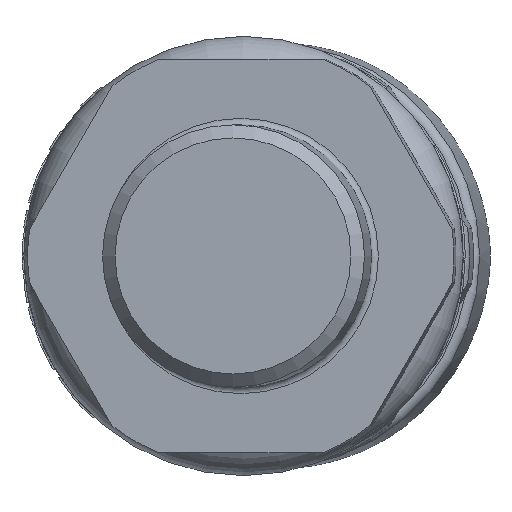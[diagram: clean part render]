
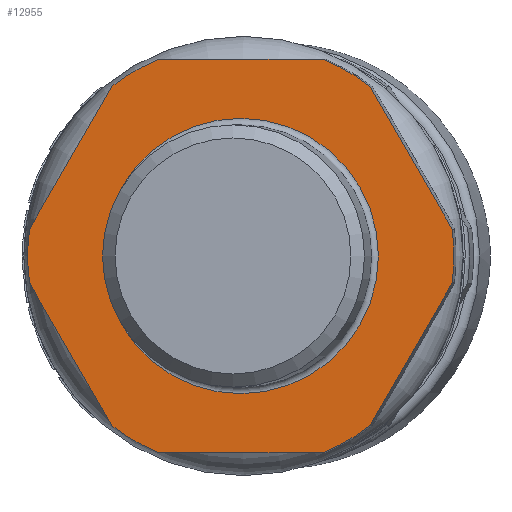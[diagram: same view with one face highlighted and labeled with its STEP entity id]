
A CAD part, left-side view. The second image highlights one B-rep face of the part: STEP entity #12955.
In plain terms, the highlighted planar face has unit normal (-0.999, 0.04, 0).
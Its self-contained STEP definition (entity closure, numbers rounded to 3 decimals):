
#749=LINE('',#25649,#1247);
#752=LINE('',#25657,#1250);
#755=LINE('',#25665,#1253);
#758=LINE('',#25674,#1256);
#760=LINE('',#25678,#1258);
#763=LINE('',#25683,#1261);
#1247=VECTOR('',#17860,10.);
#1250=VECTOR('',#17869,10.);
#1253=VECTOR('',#17878,10.);
#1256=VECTOR('',#17887,10.);
#1258=VECTOR('',#17891,10.);
#1261=VECTOR('',#17896,10.);
#2035=FACE_BOUND('',#3652,.T.);
#2875=FACE_OUTER_BOUND('',#3651,.T.);
#3651=EDGE_LOOP('',(#10958,#10959,#10960,#10961,#10962,#10963,#10964,#10965,
#10966,#10967,#10968,#10969));
#3652=EDGE_LOOP('',(#10970));
#4376=CIRCLE('',#14459,16.265);
#4377=CIRCLE('',#14462,16.265);
#4378=CIRCLE('',#14465,16.265);
#4379=CIRCLE('',#14468,16.265);
#4380=CIRCLE('',#14473,16.265);
#4381=CIRCLE('',#14475,16.265);
#4382=CIRCLE('',#14476,10.5);
#5566=VERTEX_POINT('',#25641);
#5567=VERTEX_POINT('',#25643);
#5568=VERTEX_POINT('',#25647);
#5569=VERTEX_POINT('',#25651);
#5570=VERTEX_POINT('',#25655);
#5571=VERTEX_POINT('',#25659);
#5572=VERTEX_POINT('',#25663);
#5573=VERTEX_POINT('',#25667);
#5574=VERTEX_POINT('',#25671);
#5575=VERTEX_POINT('',#25673);
#5576=VERTEX_POINT('',#25677);
#5577=VERTEX_POINT('',#25681);
#5578=VERTEX_POINT('',#25688);
#7382=EDGE_CURVE('',#5566,#5567,#4376,.T.);
#7385=EDGE_CURVE('',#5566,#5568,#749,.T.);
#7387=EDGE_CURVE('',#5569,#5568,#4377,.T.);
#7389=EDGE_CURVE('',#5569,#5570,#752,.T.);
#7391=EDGE_CURVE('',#5571,#5570,#4378,.T.);
#7393=EDGE_CURVE('',#5571,#5572,#755,.T.);
#7395=EDGE_CURVE('',#5573,#5572,#4379,.T.);
#7397=EDGE_CURVE('',#5575,#5574,#758,.T.);
#7399=EDGE_CURVE('',#5576,#5567,#760,.T.);
#7402=EDGE_CURVE('',#5573,#5577,#763,.T.);
#7403=EDGE_CURVE('',#5575,#5577,#4380,.T.);
#7404=EDGE_CURVE('',#5576,#5574,#4381,.T.);
#7405=EDGE_CURVE('',#5578,#5578,#4382,.T.);
#10958=ORIENTED_EDGE('',*,*,#7397,.T.);
#10959=ORIENTED_EDGE('',*,*,#7404,.F.);
#10960=ORIENTED_EDGE('',*,*,#7399,.T.);
#10961=ORIENTED_EDGE('',*,*,#7382,.F.);
#10962=ORIENTED_EDGE('',*,*,#7385,.T.);
#10963=ORIENTED_EDGE('',*,*,#7387,.F.);
#10964=ORIENTED_EDGE('',*,*,#7389,.T.);
#10965=ORIENTED_EDGE('',*,*,#7391,.F.);
#10966=ORIENTED_EDGE('',*,*,#7393,.T.);
#10967=ORIENTED_EDGE('',*,*,#7395,.F.);
#10968=ORIENTED_EDGE('',*,*,#7402,.T.);
#10969=ORIENTED_EDGE('',*,*,#7403,.F.);
#10970=ORIENTED_EDGE('',*,*,#7405,.T.);
#11565=PLANE('',#14474);
#12955=ADVANCED_FACE('',(#2875,#2035),#11565,.T.);
#14459=AXIS2_PLACEMENT_3D('',#25644,#17854,#17855);
#14462=AXIS2_PLACEMENT_3D('',#25653,#17864,#17865);
#14465=AXIS2_PLACEMENT_3D('',#25661,#17873,#17874);
#14468=AXIS2_PLACEMENT_3D('',#25669,#17882,#17883);
#14473=AXIS2_PLACEMENT_3D('',#25685,#17899,#17900);
#14474=AXIS2_PLACEMENT_3D('',#25686,#17901,#17902);
#14475=AXIS2_PLACEMENT_3D('',#25687,#17903,#17904);
#14476=AXIS2_PLACEMENT_3D('',#25689,#17905,#17906);
#17854=DIRECTION('center_axis',(0.999,-0.04,0.));
#17855=DIRECTION('ref_axis',(0.,0.,
1.));
#17860=DIRECTION('',(0.02,0.5,-0.866));
#17864=DIRECTION('center_axis',(0.999,-0.04,0.));
#17865=DIRECTION('ref_axis',(0.,0.,
1.));
#17869=DIRECTION('',(-0.02,-0.5,-0.866));
#17873=DIRECTION('center_axis',(0.999,-0.04,0.));
#17874=DIRECTION('ref_axis',(0.,0.,
1.));
#17878=DIRECTION('',(-0.04,-0.999,0.));
#17882=DIRECTION('center_axis',(0.999,-0.04,0.));
#17883=DIRECTION('ref_axis',(0.,0.,
1.));
#17887=DIRECTION('',(0.02,0.5,0.866));
#17891=DIRECTION('',(0.04,0.999,0.));
#17896=DIRECTION('',(-0.02,-0.5,0.866));
#17899=DIRECTION('center_axis',(0.999,-0.04,0.));
#17900=DIRECTION('ref_axis',(0.,0.,
1.));
#17901=DIRECTION('center_axis',(-0.999,0.04,0.));
#17902=DIRECTION('ref_axis',(0.,0.,
-1.));
#17903=DIRECTION('center_axis',(0.999,-0.04,0.));
#17904=DIRECTION('ref_axis',(0.,0.,
1.));
#17905=DIRECTION('center_axis',(0.999,-0.04,0.));
#17906=DIRECTION('ref_axis',(0.,0.,
1.));
#25641=CARTESIAN_POINT('',(-24.82,10.056,12.946));
#25643=CARTESIAN_POINT('',(-24.963,6.502,15.));
#25644=CARTESIAN_POINT('Origin',(-25.216,0.218,0.));
#25647=CARTESIAN_POINT('',(-24.568,16.34,2.054));
#25649=CARTESIAN_POINT('',(-24.839,9.595,13.745));
#25651=CARTESIAN_POINT('',(-24.568,16.34,-2.054));
#25653=CARTESIAN_POINT('Origin',(-25.216,0.218,0.));
#25655=CARTESIAN_POINT('',(-24.82,10.056,-12.946));
#25657=CARTESIAN_POINT('',(-24.713,12.737,-8.298));
#25659=CARTESIAN_POINT('',(-24.963,6.502,-15.));
#25661=CARTESIAN_POINT('Origin',(-25.216,0.218,0.));
#25663=CARTESIAN_POINT('',(-25.468,-6.066,-15.));
#25665=CARTESIAN_POINT('',(-25.416,-4.766,-15.));
#25667=CARTESIAN_POINT('',(-25.611,-9.62,-12.946));
#25669=CARTESIAN_POINT('Origin',(-25.216,0.218,0.));
#25671=CARTESIAN_POINT('',(-25.611,-9.62,12.946));
#25673=CARTESIAN_POINT('',(-25.863,-15.904,2.054));
#25674=CARTESIAN_POINT('',(-25.881,-16.365,1.255));
#25677=CARTESIAN_POINT('',(-25.468,-6.066,15.));
#25678=CARTESIAN_POINT('',(-25.668,-11.05,15.));
#25681=CARTESIAN_POINT('',(-25.863,-15.904,-2.054));
#25683=CARTESIAN_POINT('',(-25.755,-13.223,-6.702));
#25685=CARTESIAN_POINT('Origin',(-25.216,0.218,0.));
#25686=CARTESIAN_POINT('Origin',(-25.868,-16.034,0.));
#25687=CARTESIAN_POINT('Origin',(-25.216,0.218,0.));
#25688=CARTESIAN_POINT('',(-25.637,-10.274,0.));
#25689=CARTESIAN_POINT('Origin',(-25.216,0.218,0.));
